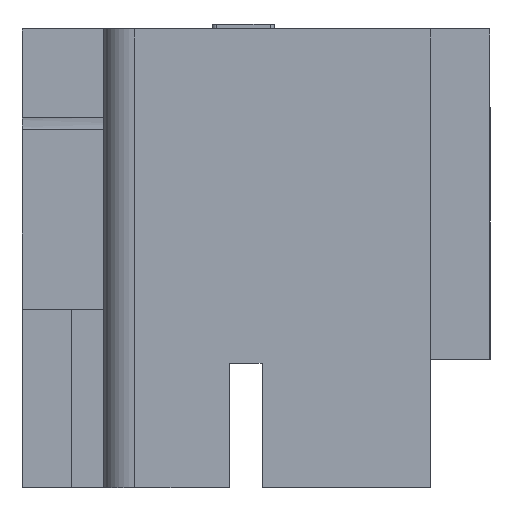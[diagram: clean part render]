
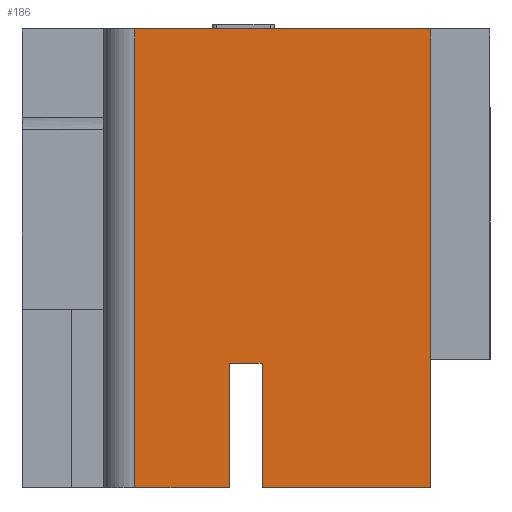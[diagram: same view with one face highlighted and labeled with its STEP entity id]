
A CAD part, left-side view. The second image highlights one B-rep face of the part: STEP entity #186.
In plain terms, the highlighted planar face has unit normal (-1, 0, 0).
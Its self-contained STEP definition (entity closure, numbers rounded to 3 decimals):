
#186=ADVANCED_FACE('',(#354),#270,.T.);
#270=PLANE('',#1912);
#354=FACE_OUTER_BOUND('',#455,.T.);
#455=EDGE_LOOP('',(#877,#878,#879,#880,#881,#882,#883,#884));
#877=ORIENTED_EDGE('',*,*,#1346,.T.);
#878=ORIENTED_EDGE('',*,*,#1347,.F.);
#879=ORIENTED_EDGE('',*,*,#1348,.F.);
#880=ORIENTED_EDGE('',*,*,#1344,.F.);
#881=ORIENTED_EDGE('',*,*,#1285,.T.);
#882=ORIENTED_EDGE('',*,*,#1295,.F.);
#883=ORIENTED_EDGE('',*,*,#1293,.T.);
#884=ORIENTED_EDGE('',*,*,#1291,.T.);
#1075=VERTEX_POINT('',#2715);
#1077=VERTEX_POINT('',#2718);
#1079=VERTEX_POINT('',#2724);
#1082=VERTEX_POINT('',#2729);
#1084=VERTEX_POINT('',#2735);
#1110=VERTEX_POINT('',#2833);
#1111=VERTEX_POINT('',#2837);
#1112=VERTEX_POINT('',#2839);
#1285=EDGE_CURVE('',#1077,#1075,#1510,.T.);
#1291=EDGE_CURVE('',#1079,#1082,#1515,.T.);
#1293=EDGE_CURVE('',#1084,#1079,#1517,.T.);
#1295=EDGE_CURVE('',#1084,#1075,#1519,.T.);
#1344=EDGE_CURVE('',#1077,#1110,#1564,.T.);
#1346=EDGE_CURVE('',#1082,#1111,#1566,.T.);
#1347=EDGE_CURVE('',#1112,#1111,#1567,.T.);
#1348=EDGE_CURVE('',#1110,#1112,#1568,.T.);
#1510=LINE('',#2717,#1730);
#1515=LINE('',#2730,#1735);
#1517=LINE('',#2734,#1737);
#1519=LINE('',#2738,#1739);
#1564=LINE('',#2832,#1784);
#1566=LINE('',#2836,#1786);
#1567=LINE('',#2838,#1787);
#1568=LINE('',#2840,#1788);
#1730=VECTOR('',#2220,1.);
#1735=VECTOR('',#2229,1.);
#1737=VECTOR('',#2233,1.);
#1739=VECTOR('',#2237,1.);
#1784=VECTOR('',#2330,1.);
#1786=VECTOR('',#2334,1.);
#1787=VECTOR('',#2335,1.);
#1788=VECTOR('',#2336,1.);
#1912=AXIS2_PLACEMENT_3D('',#2841,#2337,#2338);
#2220=DIRECTION('',(0.,0.,-1.));
#2229=DIRECTION('',(0.,-1.,0.));
#2233=DIRECTION('',(0.,0.,1.));
#2237=DIRECTION('',(0.,1.,0.));
#2330=DIRECTION('',(0.,-1.,0.));
#2334=DIRECTION('',(0.,0.,-1.));
#2335=DIRECTION('',(0.,1.,0.));
#2336=DIRECTION('',(0.,0.,-1.));
#2337=DIRECTION('',(-1.,0.,0.));
#2338=DIRECTION('',(0.,-1.,0.));
#2715=CARTESIAN_POINT('',(9.097,11.505,0.));
#2717=CARTESIAN_POINT('',(9.097,11.505,14.77));
#2718=CARTESIAN_POINT('',(9.097,11.505,14.77));
#2724=CARTESIAN_POINT('',(9.097,8.455,4.));
#2729=CARTESIAN_POINT('',(9.097,7.405,4.));
#2730=CARTESIAN_POINT('',(9.097,8.455,4.));
#2734=CARTESIAN_POINT('',(9.097,8.455,0.));
#2735=CARTESIAN_POINT('',(9.097,8.455,0.));
#2738=CARTESIAN_POINT('',(9.097,8.455,0.));
#2832=CARTESIAN_POINT('',(9.097,11.505,14.77));
#2833=CARTESIAN_POINT('',(9.097,1.965,14.77));
#2836=CARTESIAN_POINT('',(9.097,7.405,4.));
#2837=CARTESIAN_POINT('',(9.097,7.405,0.));
#2838=CARTESIAN_POINT('',(9.097,1.965,0.));
#2839=CARTESIAN_POINT('',(9.097,1.965,0.));
#2840=CARTESIAN_POINT('',(9.097,1.965,14.77));
#2841=CARTESIAN_POINT('',(9.097,11.505,0.));
